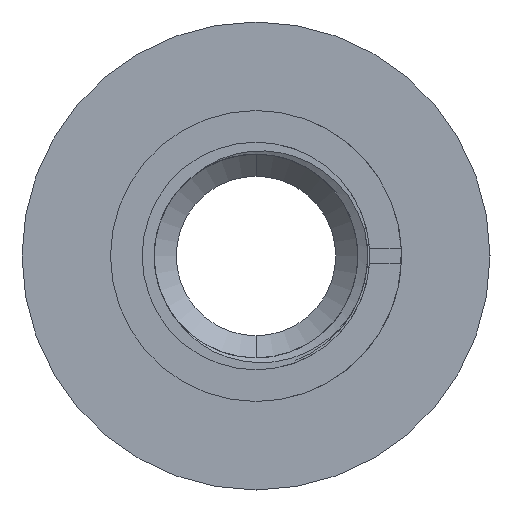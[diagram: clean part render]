
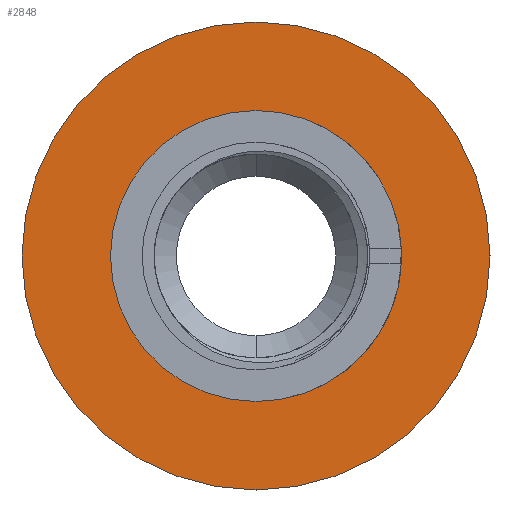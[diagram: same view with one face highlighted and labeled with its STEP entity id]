
A CAD part, front view. The second image highlights one B-rep face of the part: STEP entity #2848.
In plain terms, the highlighted planar face has unit normal (0, -1, 0).
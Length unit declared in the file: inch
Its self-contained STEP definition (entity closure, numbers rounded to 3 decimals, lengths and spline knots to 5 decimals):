
#99 = DIRECTION ( 'NONE',  ( 0., 0., 1. ) ) ;
#138 = EDGE_CURVE ( 'NONE', #3575, #1548, #3103, .T. ) ;
#195 = AXIS2_PLACEMENT_3D ( 'NONE', #1251, #655, #2851 ) ;
#367 = AXIS2_PLACEMENT_3D ( 'NONE', #1656, #1388, #1691 ) ;
#400 = EDGE_LOOP ( 'NONE', ( #1771, #1806 ) ) ;
#437 = CARTESIAN_POINT ( 'NONE',  ( 0., 0., 0.925 ) ) ;
#603 = CARTESIAN_POINT ( 'NONE',  ( 0., 0., -0.575 ) ) ;
#613 = FACE_BOUND ( 'NONE', #4064, .T. ) ;
#655 = DIRECTION ( 'NONE',  ( 0., 1., 0. ) ) ;
#946 = CIRCLE ( 'NONE', #1164, 0.575 ) ;
#1164 = AXIS2_PLACEMENT_3D ( 'NONE', #2849, #1866, #3744 ) ;
#1251 = CARTESIAN_POINT ( 'NONE',  ( 0., 0., 0. ) ) ;
#1273 = CARTESIAN_POINT ( 'NONE',  ( 0., 0., 0. ) ) ;
#1299 = AXIS2_PLACEMENT_3D ( 'NONE', #3549, #1359, #99 ) ;
#1345 = VERTEX_POINT ( 'NONE', #603 ) ;
#1359 = DIRECTION ( 'NONE',  ( 0., 1., 0. ) ) ;
#1388 = DIRECTION ( 'NONE',  ( 0., -1., 0. ) ) ;
#1411 = VERTEX_POINT ( 'NONE', #2847 ) ;
#1536 = CIRCLE ( 'NONE', #2109, 0.925 ) ;
#1548 = VERTEX_POINT ( 'NONE', #437 ) ;
#1570 = EDGE_CURVE ( 'NONE', #1345, #1411, #3835, .T. ) ;
#1599 = DIRECTION ( 'NONE',  ( 0., 1., 0. ) ) ;
#1656 = CARTESIAN_POINT ( 'NONE',  ( 0., 0., 0. ) ) ;
#1691 = DIRECTION ( 'NONE',  ( 0., 0., -1. ) ) ;
#1771 = ORIENTED_EDGE ( 'NONE', *, *, #138, .F. ) ;
#1806 = ORIENTED_EDGE ( 'NONE', *, *, #2867, .F. ) ;
#1866 = DIRECTION ( 'NONE',  ( 0., -1., 0. ) ) ;
#2109 = AXIS2_PLACEMENT_3D ( 'NONE', #1273, #1599, #3154 ) ;
#2480 = ORIENTED_EDGE ( 'NONE', *, *, #3737, .F. ) ;
#2602 = ORIENTED_EDGE ( 'NONE', *, *, #1570, .F. ) ;
#2847 = CARTESIAN_POINT ( 'NONE',  ( 0., 0., 0.575 ) ) ;
#2848 = ADVANCED_FACE ( 'NONE', ( #3993, #613 ), #3190, .F. ) ;
#2849 = CARTESIAN_POINT ( 'NONE',  ( 0., 0., 0. ) ) ;
#2851 = DIRECTION ( 'NONE',  ( 0., 0., 1. ) ) ;
#2867 = EDGE_CURVE ( 'NONE', #1548, #3575, #1536, .T. ) ;
#3103 = CIRCLE ( 'NONE', #1299, 0.925 ) ;
#3154 = DIRECTION ( 'NONE',  ( 0., 0., 1. ) ) ;
#3190 = PLANE ( 'NONE',  #195 ) ;
#3549 = CARTESIAN_POINT ( 'NONE',  ( 0., 0., 0. ) ) ;
#3575 = VERTEX_POINT ( 'NONE', #3972 ) ;
#3737 = EDGE_CURVE ( 'NONE', #1411, #1345, #946, .T. ) ;
#3744 = DIRECTION ( 'NONE',  ( 0., 0., -1. ) ) ;
#3835 = CIRCLE ( 'NONE', #367, 0.575 ) ;
#3972 = CARTESIAN_POINT ( 'NONE',  ( 0., 0., -0.925 ) ) ;
#3993 = FACE_OUTER_BOUND ( 'NONE', #400, .T. ) ;
#4064 = EDGE_LOOP ( 'NONE', ( #2480, #2602 ) ) ;
